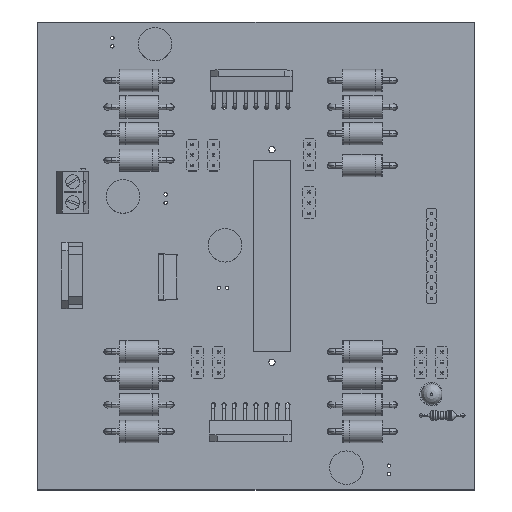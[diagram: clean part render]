
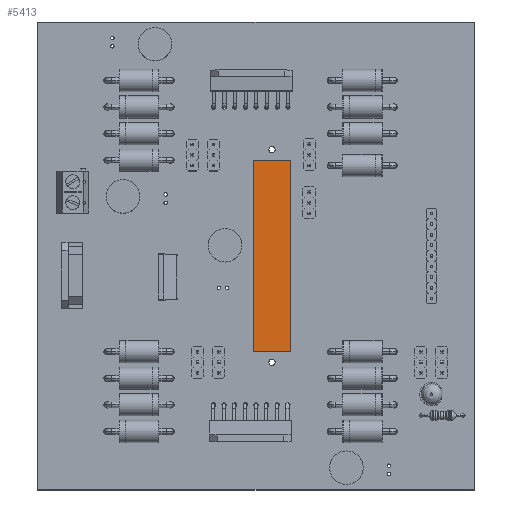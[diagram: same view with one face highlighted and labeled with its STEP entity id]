
A CAD part, top view. The second image highlights one B-rep face of the part: STEP entity #5413.
In plain terms, the highlighted planar face has unit normal (0, 0, 1).
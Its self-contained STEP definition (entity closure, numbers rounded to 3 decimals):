
#5284 = VERTEX_POINT('',#5285);
#5285 = CARTESIAN_POINT('',(4.445,22.86,7.62));
#5291 = EDGE_CURVE('',#5284,#5292,#5294,.T.);
#5292 = VERTEX_POINT('',#5293);
#5293 = CARTESIAN_POINT('',(-4.445,22.86,7.62));
#5294 = LINE('',#5295,#5296);
#5295 = CARTESIAN_POINT('',(4.445,22.86,7.62));
#5296 = VECTOR('',#5297,1.);
#5297 = DIRECTION('',(-1.,0.,0.));
#5322 = EDGE_CURVE('',#5292,#5323,#5325,.T.);
#5323 = VERTEX_POINT('',#5324);
#5324 = CARTESIAN_POINT('',(-4.445,-22.86,7.62));
#5325 = LINE('',#5326,#5327);
#5326 = CARTESIAN_POINT('',(-4.445,22.86,7.62));
#5327 = VECTOR('',#5328,1.);
#5328 = DIRECTION('',(0.,-1.,0.));
#5353 = EDGE_CURVE('',#5323,#5354,#5356,.T.);
#5354 = VERTEX_POINT('',#5355);
#5355 = CARTESIAN_POINT('',(4.445,-22.86,7.62));
#5356 = LINE('',#5357,#5358);
#5357 = CARTESIAN_POINT('',(-4.445,-22.86,7.62));
#5358 = VECTOR('',#5359,1.);
#5359 = DIRECTION('',(1.,0.,0.));
#5384 = EDGE_CURVE('',#5354,#5284,#5385,.T.);
#5385 = LINE('',#5386,#5387);
#5386 = CARTESIAN_POINT('',(4.445,-22.86,7.62));
#5387 = VECTOR('',#5388,1.);
#5388 = DIRECTION('',(0.,1.,0.));
#5413 = ADVANCED_FACE('',(#5414),#5420,.F.);
#5414 = FACE_BOUND('',#5415,.T.);
#5415 = EDGE_LOOP('',(#5416,#5417,#5418,#5419));
#5416 = ORIENTED_EDGE('',*,*,#5291,.T.);
#5417 = ORIENTED_EDGE('',*,*,#5322,.T.);
#5418 = ORIENTED_EDGE('',*,*,#5353,.T.);
#5419 = ORIENTED_EDGE('',*,*,#5384,.T.);
#5420 = PLANE('',#5421);
#5421 = AXIS2_PLACEMENT_3D('',#5422,#5423,#5424);
#5422 = CARTESIAN_POINT('',(4.445,22.86,7.62));
#5423 = DIRECTION('',(0.,0.,-1.));
#5424 = DIRECTION('',(-1.,0.,0.));
